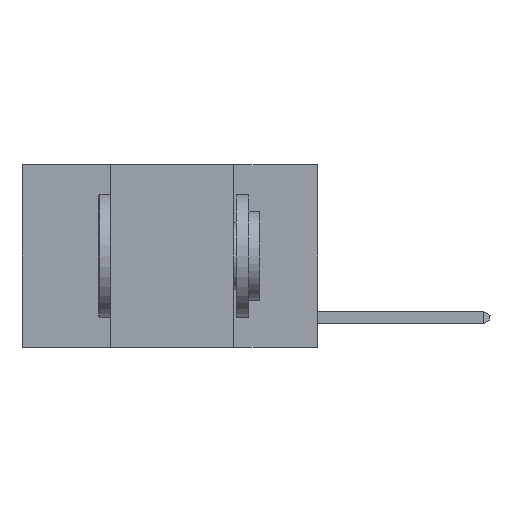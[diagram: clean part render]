
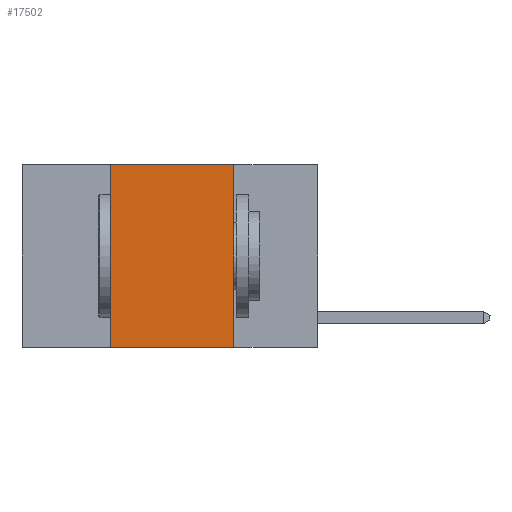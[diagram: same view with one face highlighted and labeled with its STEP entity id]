
A CAD part, left-side view. The second image highlights one B-rep face of the part: STEP entity #17502.
In plain terms, the highlighted planar face has unit normal (-1, 0, 0).
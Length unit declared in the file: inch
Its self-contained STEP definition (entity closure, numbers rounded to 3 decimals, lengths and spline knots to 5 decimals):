
#639 = VERTEX_POINT ( 'NONE', #1125 ) ;
#1125 = CARTESIAN_POINT ( 'NONE',  ( 0., 0.17, -0.37 ) ) ;
#1541 = VERTEX_POINT ( 'NONE', #16921 ) ;
#2255 = ORIENTED_EDGE ( 'NONE', *, *, #21559, .T. ) ;
#2283 = EDGE_CURVE ( 'NONE', #1541, #9282, #18595, .T. ) ;
#2295 = VECTOR ( 'NONE', #21549, 39.37008 ) ;
#2363 = CARTESIAN_POINT ( 'NONE',  ( 0., 0.17, 0. ) ) ;
#3139 = CARTESIAN_POINT ( 'NONE',  ( 0., 0.6, 0. ) ) ;
#4467 = ORIENTED_EDGE ( 'NONE', *, *, #6870, .F. ) ;
#4674 = VECTOR ( 'NONE', #10375, 39.37008 ) ;
#5092 = ORIENTED_EDGE ( 'NONE', *, *, #2283, .F. ) ;
#6092 = DIRECTION ( 'NONE',  ( 0., 0., -1. ) ) ;
#6870 = EDGE_CURVE ( 'NONE', #18177, #639, #7027, .T. ) ;
#7027 = LINE ( 'NONE', #15293, #16775 ) ;
#7035 = ORIENTED_EDGE ( 'NONE', *, *, #15442, .F. ) ;
#7428 = DIRECTION ( 'NONE',  ( 0., -1., 0. ) ) ;
#7837 = EDGE_LOOP ( 'NONE', ( #4467, #7035, #5092, #2255 ) ) ;
#8997 = VECTOR ( 'NONE', #7428, 39.37008 ) ;
#9178 = FACE_OUTER_BOUND ( 'NONE', #7837, .T. ) ;
#9275 = CARTESIAN_POINT ( 'NONE',  ( 0., 0.6, 0. ) ) ;
#9282 = VERTEX_POINT ( 'NONE', #15004 ) ;
#10375 = DIRECTION ( 'NONE',  ( 0., 0., 1. ) ) ;
#12317 = LINE ( 'NONE', #9275, #2295 ) ;
#12642 = LINE ( 'NONE', #18102, #8997 ) ;
#15004 = CARTESIAN_POINT ( 'NONE',  ( 0., 0.42, 0. ) ) ;
#15293 = CARTESIAN_POINT ( 'NONE',  ( 0., 0.17, 0. ) ) ;
#15442 = EDGE_CURVE ( 'NONE', #9282, #18177, #12317, .T. ) ;
#15728 = DIRECTION ( 'NONE',  ( 1., 0., 0. ) ) ;
#16775 = VECTOR ( 'NONE', #6092, 39.37008 ) ;
#16921 = CARTESIAN_POINT ( 'NONE',  ( 0., 0.42, -0.37 ) ) ;
#17352 = CARTESIAN_POINT ( 'NONE',  ( 0., 0.42, 0. ) ) ;
#17502 = ADVANCED_FACE ( 'NONE', ( #9178 ), #20841, .F. ) ;
#18102 = CARTESIAN_POINT ( 'NONE',  ( 0., 0.6, -0.37 ) ) ;
#18177 = VERTEX_POINT ( 'NONE', #2363 ) ;
#18595 = LINE ( 'NONE', #17352, #4674 ) ;
#19052 = DIRECTION ( 'NONE',  ( 0., 0., -1. ) ) ;
#19318 = AXIS2_PLACEMENT_3D ( 'NONE', #3139, #15728, #19052 ) ;
#20841 = PLANE ( 'NONE',  #19318 ) ;
#21549 = DIRECTION ( 'NONE',  ( 0., -1., 0. ) ) ;
#21559 = EDGE_CURVE ( 'NONE', #1541, #639, #12642, .T. ) ;
